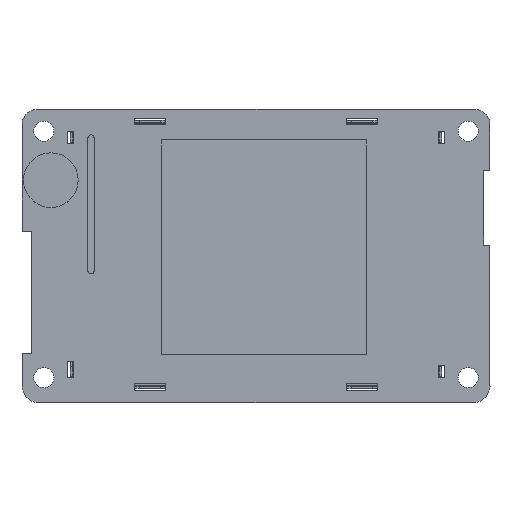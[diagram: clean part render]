
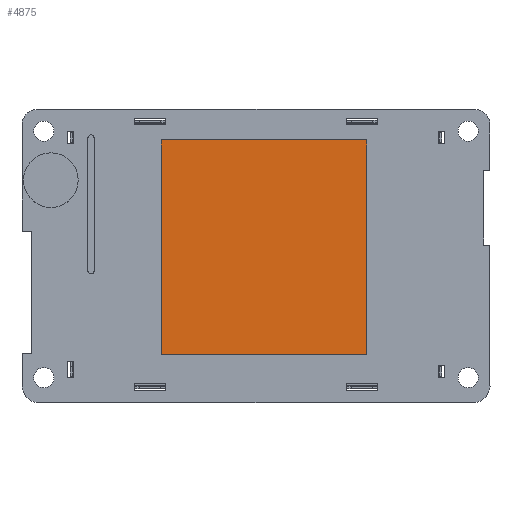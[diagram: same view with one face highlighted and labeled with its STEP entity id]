
A CAD part, top view. The second image highlights one B-rep face of the part: STEP entity #4875.
In plain terms, the highlighted planar face has unit normal (0, 0, 1).
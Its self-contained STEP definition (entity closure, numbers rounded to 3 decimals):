
#1786=DIRECTION('',(0.,-1.,0.));
#1787=VECTOR('',#1786,35.);
#1788=CARTESIAN_POINT('',(362.202,339.784,5.2));
#1789=LINE('',#1788,#1787);
#1790=DIRECTION('',(-1.,0.,0.));
#1791=VECTOR('',#1790,33.4);
#1792=CARTESIAN_POINT('',(395.602,339.784,5.2));
#1793=LINE('',#1792,#1791);
#1794=DIRECTION('',(0.,1.,0.));
#1795=VECTOR('',#1794,35.);
#1796=CARTESIAN_POINT('',(395.602,304.784,5.2));
#1797=LINE('',#1796,#1795);
#1798=DIRECTION('',(1.,0.,0.));
#1799=VECTOR('',#1798,33.4);
#1800=CARTESIAN_POINT('',(362.202,304.784,5.2));
#1801=LINE('',#1800,#1799);
#2050=CARTESIAN_POINT('',(362.202,339.784,5.2));
#2051=CARTESIAN_POINT('',(362.202,304.784,5.2));
#2052=VERTEX_POINT('',#2050);
#2053=VERTEX_POINT('',#2051);
#2054=CARTESIAN_POINT('',(395.602,304.784,5.2));
#2055=VERTEX_POINT('',#2054);
#2056=CARTESIAN_POINT('',(395.602,339.784,5.2));
#2057=VERTEX_POINT('',#2056);
#4864=CARTESIAN_POINT('',(0.,0.,5.2));
#4865=DIRECTION('',(0.,0.,1.));
#4866=DIRECTION('',(1.,0.,0.));
#4867=AXIS2_PLACEMENT_3D('',#4864,#4865,#4866);
#4868=PLANE('',#4867);
#4869=ORIENTED_EDGE('',*,*,#4816,.F.);
#4870=ORIENTED_EDGE('',*,*,#4831,.F.);
#4871=ORIENTED_EDGE('',*,*,#4845,.F.);
#4872=ORIENTED_EDGE('',*,*,#4858,.F.);
#4873=EDGE_LOOP('',(#4869,#4870,#4871,#4872));
#4874=FACE_OUTER_BOUND('',#4873,.F.);
#4816=EDGE_CURVE('',#2052,#2053,#1789,.T.);
#4831=EDGE_CURVE('',#2057,#2052,#1793,.T.);
#4845=EDGE_CURVE('',#2055,#2057,#1797,.T.);
#4858=EDGE_CURVE('',#2053,#2055,#1801,.T.);
#4875=ADVANCED_FACE('',(#4874),#4868,.T.);
